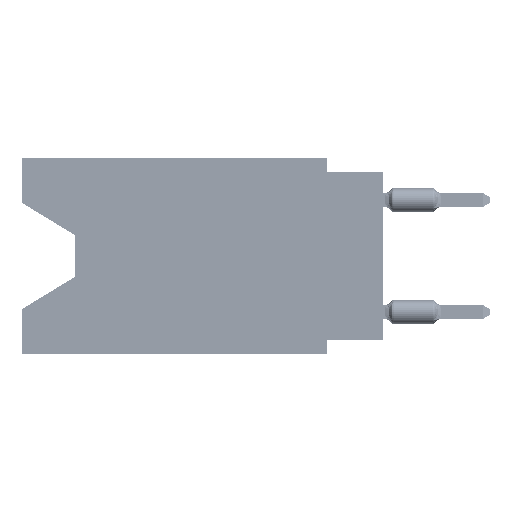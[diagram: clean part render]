
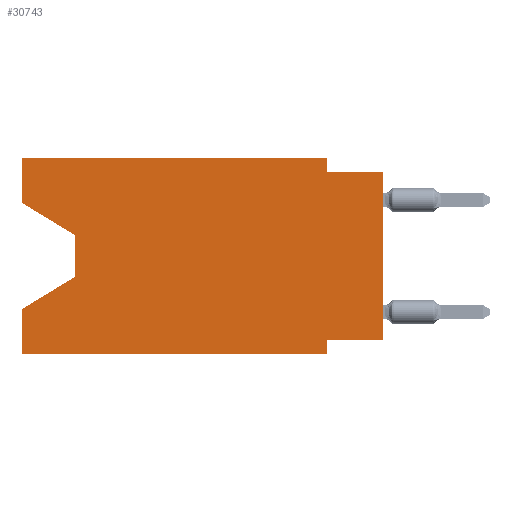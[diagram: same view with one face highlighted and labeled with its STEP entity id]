
A CAD part, left-side view. The second image highlights one B-rep face of the part: STEP entity #30743.
In plain terms, the highlighted planar face has unit normal (-1, 0, 0).
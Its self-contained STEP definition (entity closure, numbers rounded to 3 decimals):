
#3134 = ORIENTED_EDGE ( 'NONE', *, *, #39293, .F. ) ;
#5405 = VECTOR ( 'NONE', #97477, 1000. ) ;
#10210 = FACE_OUTER_BOUND ( 'NONE', #16140, .T. ) ;
#10562 = VECTOR ( 'NONE', #72144, 1000. ) ;
#10948 = CARTESIAN_POINT ( 'NONE',  ( 0., 2.54, -8.255 ) ) ;
#12285 = CARTESIAN_POINT ( 'NONE',  ( 0., 16.383, 0. ) ) ;
#12854 = CARTESIAN_POINT ( 'NONE',  ( 0., 16.383, -2.038 ) ) ;
#13259 = CARTESIAN_POINT ( 'NONE',  ( 0., 16.383, -6.852 ) ) ;
#13412 = DIRECTION ( 'NONE',  ( 0., 0.855, -0.519 ) ) ;
#14284 = LINE ( 'NONE', #66676, #33060 ) ;
#14814 = VECTOR ( 'NONE', #94790, 1000. ) ;
#15068 = EDGE_CURVE ( 'NONE', #30431, #39892, #89176, .T. ) ;
#16140 = EDGE_LOOP ( 'NONE', ( #46483, #51248, #82010, #3134, #44882, #31768, #96125, #32175, #24312, #96130, #46974, #58280 ) ) ;
#17212 = CARTESIAN_POINT ( 'NONE',  ( 0., 16.383, 0. ) ) ;
#18842 = CARTESIAN_POINT ( 'NONE',  ( 0., 0., 0. ) ) ;
#20135 = VERTEX_POINT ( 'NONE', #31868 ) ;
#20585 = LINE ( 'NONE', #45495, #33455 ) ;
#22986 = DIRECTION ( 'NONE',  ( 0., 0., 1. ) ) ;
#23333 = EDGE_CURVE ( 'NONE', #39497, #90330, #37092, .T. ) ;
#23971 = LINE ( 'NONE', #70320, #85626 ) ;
#24312 = ORIENTED_EDGE ( 'NONE', *, *, #46599, .F. ) ;
#24719 = CARTESIAN_POINT ( 'NONE',  ( 0., 0., -8.255 ) ) ;
#30431 = VERTEX_POINT ( 'NONE', #36246 ) ;
#30743 = ADVANCED_FACE ( 'NONE', ( #10210 ), #40168, .F. ) ;
#31768 = ORIENTED_EDGE ( 'NONE', *, *, #23333, .F. ) ;
#31868 = CARTESIAN_POINT ( 'NONE',  ( 0., 13.97, -5.385 ) ) ;
#32175 = ORIENTED_EDGE ( 'NONE', *, *, #44952, .T. ) ;
#32696 = DIRECTION ( 'NONE',  ( 0., 0., -1. ) ) ;
#33057 = EDGE_CURVE ( 'NONE', #20135, #38159, #90671, .T. ) ;
#33060 = VECTOR ( 'NONE', #43253, 1000. ) ;
#33455 = VECTOR ( 'NONE', #97818, 1000. ) ;
#35889 = DIRECTION ( 'NONE',  ( 0., 0., -1. ) ) ;
#36246 = CARTESIAN_POINT ( 'NONE',  ( 0., 2.54, 0. ) ) ;
#37092 = LINE ( 'NONE', #53028, #65738 ) ;
#38070 = EDGE_CURVE ( 'NONE', #45381, #30431, #59145, .T. ) ;
#38159 = VERTEX_POINT ( 'NONE', #13259 ) ;
#39293 = EDGE_CURVE ( 'NONE', #92804, #38159, #23971, .T. ) ;
#39497 = VERTEX_POINT ( 'NONE', #10948 ) ;
#39892 = VERTEX_POINT ( 'NONE', #88938 ) ;
#40168 = PLANE ( 'NONE',  #78097 ) ;
#40323 = DIRECTION ( 'NONE',  ( 0., 0., 1. ) ) ;
#41216 = EDGE_CURVE ( 'NONE', #72885, #20135, #14284, .T. ) ;
#43253 = DIRECTION ( 'NONE',  ( 0., 0., -1. ) ) ;
#43298 = DIRECTION ( 'NONE',  ( 0., -0.855, -0.519 ) ) ;
#43695 = LINE ( 'NONE', #59622, #5405 ) ;
#44882 = ORIENTED_EDGE ( 'NONE', *, *, #97017, .T. ) ;
#44952 = EDGE_CURVE ( 'NONE', #52753, #77842, #55288, .T. ) ;
#45381 = VERTEX_POINT ( 'NONE', #77586 ) ;
#45495 = CARTESIAN_POINT ( 'NONE',  ( 0., 16.383, -8.89 ) ) ;
#46483 = ORIENTED_EDGE ( 'NONE', *, *, #71683, .T. ) ;
#46599 = EDGE_CURVE ( 'NONE', #39892, #77842, #43695, .T. ) ;
#46974 = ORIENTED_EDGE ( 'NONE', *, *, #38070, .F. ) ;
#47376 = EDGE_CURVE ( 'NONE', #62560, #45381, #78397, .T. ) ;
#48633 = VECTOR ( 'NONE', #55145, 1000. ) ;
#48968 = VECTOR ( 'NONE', #35889, 1000. ) ;
#49850 = CARTESIAN_POINT ( 'NONE',  ( 0., 2.54, 0. ) ) ;
#49876 = EDGE_CURVE ( 'NONE', #52753, #39497, #86012, .T. ) ;
#50773 = LINE ( 'NONE', #12854, #76298 ) ;
#51248 = ORIENTED_EDGE ( 'NONE', *, *, #41216, .T. ) ;
#52167 = CARTESIAN_POINT ( 'NONE',  ( 0., 13.97, -3.505 ) ) ;
#52753 = VERTEX_POINT ( 'NONE', #77368 ) ;
#53028 = CARTESIAN_POINT ( 'NONE',  ( 0., 2.54, -8.89 ) ) ;
#55145 = DIRECTION ( 'NONE',  ( 0., 1., 0. ) ) ;
#55288 = LINE ( 'NONE', #18842, #71879 ) ;
#58280 = ORIENTED_EDGE ( 'NONE', *, *, #47376, .F. ) ;
#59145 = LINE ( 'NONE', #12285, #10562 ) ;
#59622 = CARTESIAN_POINT ( 'NONE',  ( 0., 0., -0.635 ) ) ;
#62560 = VERTEX_POINT ( 'NONE', #77927 ) ;
#64022 = CARTESIAN_POINT ( 'NONE',  ( 0., 16.383, -8.89 ) ) ;
#65738 = VECTOR ( 'NONE', #91860, 1000. ) ;
#66676 = CARTESIAN_POINT ( 'NONE',  ( 0., 13.97, -3.505 ) ) ;
#66794 = CARTESIAN_POINT ( 'NONE',  ( 0., 13.97, -5.385 ) ) ;
#70320 = CARTESIAN_POINT ( 'NONE',  ( 0., 16.383, 0. ) ) ;
#71683 = EDGE_CURVE ( 'NONE', #62560, #72885, #50773, .T. ) ;
#71879 = VECTOR ( 'NONE', #40323, 1000. ) ;
#72144 = DIRECTION ( 'NONE',  ( 0., -1., 0. ) ) ;
#72885 = VERTEX_POINT ( 'NONE', #52167 ) ;
#74237 = CARTESIAN_POINT ( 'NONE',  ( 0., 0., -0.635 ) ) ;
#76298 = VECTOR ( 'NONE', #43298, 1000. ) ;
#77368 = CARTESIAN_POINT ( 'NONE',  ( 0., 0., -8.255 ) ) ;
#77586 = CARTESIAN_POINT ( 'NONE',  ( 0., 16.383, 0. ) ) ;
#77842 = VERTEX_POINT ( 'NONE', #74237 ) ;
#77927 = CARTESIAN_POINT ( 'NONE',  ( 0., 16.383, -2.038 ) ) ;
#78097 = AXIS2_PLACEMENT_3D ( 'NONE', #17212, #93463, #32696 ) ;
#78397 = LINE ( 'NONE', #80344, #14814 ) ;
#80344 = CARTESIAN_POINT ( 'NONE',  ( 0., 16.383, 0. ) ) ;
#82010 = ORIENTED_EDGE ( 'NONE', *, *, #33057, .T. ) ;
#85626 = VECTOR ( 'NONE', #22986, 1000. ) ;
#86012 = LINE ( 'NONE', #24719, #48633 ) ;
#86726 = CARTESIAN_POINT ( 'NONE',  ( 0., 2.54, -8.89 ) ) ;
#88938 = CARTESIAN_POINT ( 'NONE',  ( 0., 2.54, -0.635 ) ) ;
#89176 = LINE ( 'NONE', #49850, #48968 ) ;
#90330 = VERTEX_POINT ( 'NONE', #86726 ) ;
#90671 = LINE ( 'NONE', #66794, #94292 ) ;
#91860 = DIRECTION ( 'NONE',  ( 0., 0., -1. ) ) ;
#92804 = VERTEX_POINT ( 'NONE', #64022 ) ;
#93463 = DIRECTION ( 'NONE',  ( 1., 0., 0. ) ) ;
#94292 = VECTOR ( 'NONE', #13412, 1000. ) ;
#94790 = DIRECTION ( 'NONE',  ( 0., 0., 1. ) ) ;
#96125 = ORIENTED_EDGE ( 'NONE', *, *, #49876, .F. ) ;
#96130 = ORIENTED_EDGE ( 'NONE', *, *, #15068, .F. ) ;
#97017 = EDGE_CURVE ( 'NONE', #92804, #90330, #20585, .T. ) ;
#97477 = DIRECTION ( 'NONE',  ( 0., -1., 0. ) ) ;
#97818 = DIRECTION ( 'NONE',  ( 0., -1., 0. ) ) ;
